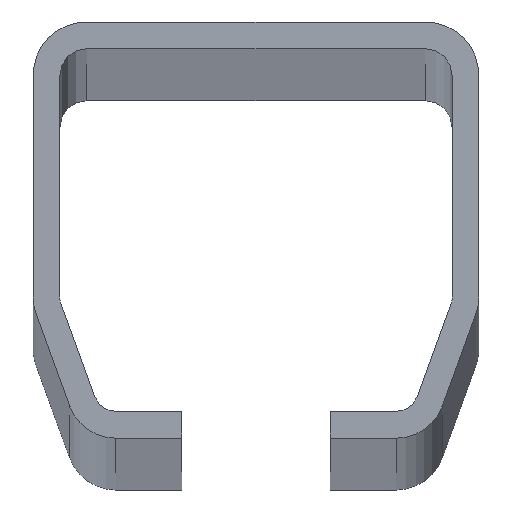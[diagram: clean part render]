
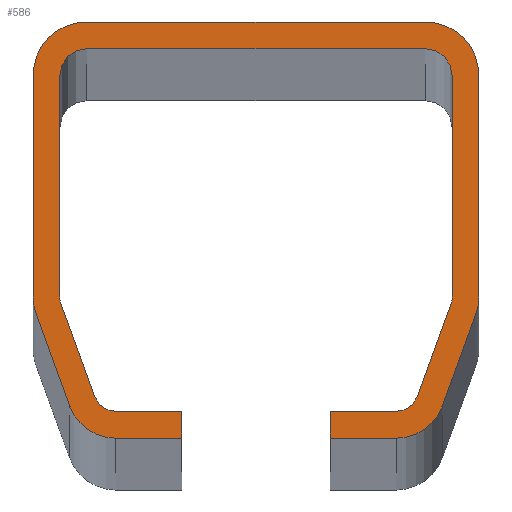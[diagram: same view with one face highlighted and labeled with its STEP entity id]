
A CAD part, top view. The second image highlights one B-rep face of the part: STEP entity #586.
In plain terms, the highlighted planar face has unit normal (0, 0, 1).
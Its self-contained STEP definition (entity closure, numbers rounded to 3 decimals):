
#56=FACE_OUTER_BOUND('',#86,.T.);
#86=EDGE_LOOP('',(#511,#512,#513,#514,#515,#516,#517,#518,#519,#520,#521,
#522,#523,#524,#525,#526,#527,#528,#529,#530,#531,#532,#533,#534,#535,#536,
#537,#538));
#99=CIRCLE('',#622,3.6);
#100=CIRCLE('',#625,3.3);
#101=CIRCLE('',#628,3.3);
#102=CIRCLE('',#633,1.5);
#103=CIRCLE('',#636,1.5);
#104=CIRCLE('',#639,1.8);
#105=CIRCLE('',#642,1.8);
#106=CIRCLE('',#645,1.5);
#107=CIRCLE('',#648,1.5);
#108=CIRCLE('',#653,3.3);
#109=CIRCLE('',#656,3.3);
#110=CIRCLE('',#659,3.6);
#127=LINE('',#892,#187);
#131=LINE('',#901,#191);
#134=LINE('',#909,#194);
#137=LINE('',#917,#197);
#139=LINE('',#921,#199);
#141=LINE('',#925,#201);
#144=LINE('',#933,#204);
#147=LINE('',#941,#207);
#150=LINE('',#949,#210);
#153=LINE('',#957,#213);
#156=LINE('',#965,#216);
#159=LINE('',#973,#219);
#161=LINE('',#977,#221);
#163=LINE('',#981,#223);
#166=LINE('',#989,#226);
#169=LINE('',#997,#229);
#187=VECTOR('',#707,10.);
#191=VECTOR('',#717,10.);
#194=VECTOR('',#726,10.);
#197=VECTOR('',#735,10.);
#199=VECTOR('',#739,10.);
#201=VECTOR('',#743,10.);
#204=VECTOR('',#752,10.);
#207=VECTOR('',#761,10.);
#210=VECTOR('',#770,10.);
#213=VECTOR('',#779,10.);
#216=VECTOR('',#788,10.);
#219=VECTOR('',#797,10.);
#221=VECTOR('',#801,10.);
#223=VECTOR('',#805,10.);
#226=VECTOR('',#814,10.);
#229=VECTOR('',#823,10.);
#259=VERTEX_POINT('',#890);
#260=VERTEX_POINT('',#891);
#261=VERTEX_POINT('',#896);
#262=VERTEX_POINT('',#900);
#263=VERTEX_POINT('',#904);
#264=VERTEX_POINT('',#908);
#265=VERTEX_POINT('',#912);
#266=VERTEX_POINT('',#916);
#267=VERTEX_POINT('',#920);
#268=VERTEX_POINT('',#924);
#269=VERTEX_POINT('',#928);
#270=VERTEX_POINT('',#932);
#271=VERTEX_POINT('',#936);
#272=VERTEX_POINT('',#940);
#273=VERTEX_POINT('',#944);
#274=VERTEX_POINT('',#948);
#275=VERTEX_POINT('',#952);
#276=VERTEX_POINT('',#956);
#277=VERTEX_POINT('',#960);
#278=VERTEX_POINT('',#964);
#279=VERTEX_POINT('',#968);
#280=VERTEX_POINT('',#972);
#281=VERTEX_POINT('',#976);
#282=VERTEX_POINT('',#980);
#283=VERTEX_POINT('',#984);
#284=VERTEX_POINT('',#988);
#285=VERTEX_POINT('',#992);
#286=VERTEX_POINT('',#996);
#315=EDGE_CURVE('',#259,#260,#127,.T.);
#318=EDGE_CURVE('',#260,#261,#99,.T.);
#320=EDGE_CURVE('',#261,#262,#131,.T.);
#322=EDGE_CURVE('',#262,#263,#100,.T.);
#324=EDGE_CURVE('',#263,#264,#134,.T.);
#326=EDGE_CURVE('',#264,#265,#101,.T.);
#328=EDGE_CURVE('',#265,#266,#137,.T.);
#330=EDGE_CURVE('',#266,#267,#139,.T.);
#332=EDGE_CURVE('',#267,#268,#141,.T.);
#334=EDGE_CURVE('',#268,#269,#102,.T.);
#336=EDGE_CURVE('',#269,#270,#144,.T.);
#338=EDGE_CURVE('',#270,#271,#103,.T.);
#340=EDGE_CURVE('',#271,#272,#147,.T.);
#342=EDGE_CURVE('',#272,#273,#104,.T.);
#344=EDGE_CURVE('',#273,#274,#150,.T.);
#346=EDGE_CURVE('',#274,#275,#105,.T.);
#348=EDGE_CURVE('',#275,#276,#153,.T.);
#350=EDGE_CURVE('',#276,#277,#106,.T.);
#352=EDGE_CURVE('',#277,#278,#156,.T.);
#354=EDGE_CURVE('',#278,#279,#107,.T.);
#356=EDGE_CURVE('',#279,#280,#159,.T.);
#358=EDGE_CURVE('',#280,#281,#161,.T.);
#360=EDGE_CURVE('',#281,#282,#163,.T.);
#362=EDGE_CURVE('',#282,#283,#108,.T.);
#364=EDGE_CURVE('',#283,#284,#166,.T.);
#366=EDGE_CURVE('',#284,#285,#109,.T.);
#368=EDGE_CURVE('',#285,#286,#169,.T.);
#370=EDGE_CURVE('',#286,#259,#110,.T.);
#511=ORIENTED_EDGE('',*,*,#315,.F.);
#512=ORIENTED_EDGE('',*,*,#370,.F.);
#513=ORIENTED_EDGE('',*,*,#368,.F.);
#514=ORIENTED_EDGE('',*,*,#366,.F.);
#515=ORIENTED_EDGE('',*,*,#364,.F.);
#516=ORIENTED_EDGE('',*,*,#362,.F.);
#517=ORIENTED_EDGE('',*,*,#360,.F.);
#518=ORIENTED_EDGE('',*,*,#358,.F.);
#519=ORIENTED_EDGE('',*,*,#356,.F.);
#520=ORIENTED_EDGE('',*,*,#354,.F.);
#521=ORIENTED_EDGE('',*,*,#352,.F.);
#522=ORIENTED_EDGE('',*,*,#350,.F.);
#523=ORIENTED_EDGE('',*,*,#348,.F.);
#524=ORIENTED_EDGE('',*,*,#346,.F.);
#525=ORIENTED_EDGE('',*,*,#344,.F.);
#526=ORIENTED_EDGE('',*,*,#342,.F.);
#527=ORIENTED_EDGE('',*,*,#340,.F.);
#528=ORIENTED_EDGE('',*,*,#338,.F.);
#529=ORIENTED_EDGE('',*,*,#336,.F.);
#530=ORIENTED_EDGE('',*,*,#334,.F.);
#531=ORIENTED_EDGE('',*,*,#332,.F.);
#532=ORIENTED_EDGE('',*,*,#330,.F.);
#533=ORIENTED_EDGE('',*,*,#328,.F.);
#534=ORIENTED_EDGE('',*,*,#326,.F.);
#535=ORIENTED_EDGE('',*,*,#324,.F.);
#536=ORIENTED_EDGE('',*,*,#322,.F.);
#537=ORIENTED_EDGE('',*,*,#320,.F.);
#538=ORIENTED_EDGE('',*,*,#318,.F.);
#556=PLANE('',#660);
#586=ADVANCED_FACE('',(#56),#556,.T.);
#622=AXIS2_PLACEMENT_3D('',#897,#712,#713);
#625=AXIS2_PLACEMENT_3D('',#905,#721,#722);
#628=AXIS2_PLACEMENT_3D('',#913,#730,#731);
#633=AXIS2_PLACEMENT_3D('',#929,#747,#748);
#636=AXIS2_PLACEMENT_3D('',#937,#756,#757);
#639=AXIS2_PLACEMENT_3D('',#945,#765,#766);
#642=AXIS2_PLACEMENT_3D('',#953,#774,#775);
#645=AXIS2_PLACEMENT_3D('',#961,#783,#784);
#648=AXIS2_PLACEMENT_3D('',#969,#792,#793);
#653=AXIS2_PLACEMENT_3D('',#985,#809,#810);
#656=AXIS2_PLACEMENT_3D('',#993,#818,#819);
#659=AXIS2_PLACEMENT_3D('',#1000,#827,#828);
#660=AXIS2_PLACEMENT_3D('',#1001,#829,#830);
#707=DIRECTION('',(1.,0.,0.));
#712=DIRECTION('center_axis',(0.,0.,-1.));
#713=DIRECTION('ref_axis',(1.,0.,0.));
#717=DIRECTION('',(0.,-1.,0.));
#721=DIRECTION('center_axis',(0.,0.,-1.));
#722=DIRECTION('ref_axis',(0.94,-0.342,0.));
#726=DIRECTION('',(-0.342,-0.94,0.));
#730=DIRECTION('center_axis',(0.,0.,-1.));
#731=DIRECTION('ref_axis',(0.,-1.,0.));
#735=DIRECTION('',(-1.,0.,0.));
#739=DIRECTION('',(0.,1.,0.));
#743=DIRECTION('',(1.,0.,0.));
#747=DIRECTION('center_axis',(0.,0.,1.));
#748=DIRECTION('ref_axis',(0.,1.,0.));
#752=DIRECTION('',(0.342,0.94,0.));
#756=DIRECTION('center_axis',(0.,0.,1.));
#757=DIRECTION('ref_axis',(-0.94,0.342,0.));
#761=DIRECTION('',(0.,1.,0.));
#765=DIRECTION('center_axis',(0.,0.,1.));
#766=DIRECTION('ref_axis',(-1.,0.,0.));
#770=DIRECTION('',(-1.,0.,0.));
#774=DIRECTION('center_axis',(0.,0.,1.));
#775=DIRECTION('ref_axis',(0.,-1.,0.));
#779=DIRECTION('',(0.,-1.,0.));
#783=DIRECTION('center_axis',(0.,0.,1.));
#784=DIRECTION('ref_axis',(1.,0.,0.));
#788=DIRECTION('',(0.342,-0.94,0.));
#792=DIRECTION('center_axis',(0.,0.,1.));
#793=DIRECTION('ref_axis',(0.94,0.342,0.));
#797=DIRECTION('',(1.,0.,0.));
#801=DIRECTION('',(0.,-1.,0.));
#805=DIRECTION('',(-1.,0.,0.));
#809=DIRECTION('center_axis',(0.,0.,-1.));
#810=DIRECTION('ref_axis',(-0.94,-0.342,0.));
#814=DIRECTION('',(-0.342,0.94,0.));
#818=DIRECTION('center_axis',(0.,0.,-1.));
#819=DIRECTION('ref_axis',(-1.,0.,0.));
#823=DIRECTION('',(0.,1.,0.));
#827=DIRECTION('center_axis',(0.,0.,-1.));
#828=DIRECTION('ref_axis',(0.,1.,0.));
#829=DIRECTION('center_axis',(0.,0.,1.));
#830=DIRECTION('ref_axis',(1.,0.,0.));
#890=CARTESIAN_POINT('',(-11.4,28.,1000.));
#891=CARTESIAN_POINT('',(11.4,28.,1000.));
#892=CARTESIAN_POINT('',(11.4,28.,1000.));
#896=CARTESIAN_POINT('',(15.,24.4,1000.));
#897=CARTESIAN_POINT('Origin',(11.4,24.4,1000.));
#900=CARTESIAN_POINT('',(15.,9.5,1000.));
#901=CARTESIAN_POINT('',(15.,9.5,1000.));
#904=CARTESIAN_POINT('',(14.801,8.371,1000.));
#905=CARTESIAN_POINT('Origin',(11.7,9.5,1000.));
#908=CARTESIAN_POINT('',(12.544,2.171,1000.));
#909=CARTESIAN_POINT('',(12.544,2.171,1000.));
#912=CARTESIAN_POINT('',(9.443,0.,1000.));
#913=CARTESIAN_POINT('Origin',(9.443,3.3,1000.));
#916=CARTESIAN_POINT('',(5.,0.,1000.));
#917=CARTESIAN_POINT('',(5.,0.,1000.));
#920=CARTESIAN_POINT('',(5.,1.8,1000.));
#921=CARTESIAN_POINT('',(5.,1.8,1000.));
#924=CARTESIAN_POINT('',(9.443,1.8,1000.));
#925=CARTESIAN_POINT('',(9.443,1.8,1000.));
#928=CARTESIAN_POINT('',(10.853,2.787,1000.));
#929=CARTESIAN_POINT('Origin',(9.443,3.3,1000.));
#932=CARTESIAN_POINT('',(13.11,8.987,1000.));
#933=CARTESIAN_POINT('',(13.11,8.987,1000.));
#936=CARTESIAN_POINT('',(13.2,9.5,1000.));
#937=CARTESIAN_POINT('Origin',(11.7,9.5,1000.));
#940=CARTESIAN_POINT('',(13.2,24.4,1000.));
#941=CARTESIAN_POINT('',(13.2,24.4,1000.));
#944=CARTESIAN_POINT('',(11.4,26.2,1000.));
#945=CARTESIAN_POINT('Origin',(11.4,24.4,1000.));
#948=CARTESIAN_POINT('',(-11.4,26.2,1000.));
#949=CARTESIAN_POINT('',(-11.4,26.2,1000.));
#952=CARTESIAN_POINT('',(-13.2,24.4,1000.));
#953=CARTESIAN_POINT('Origin',(-11.4,24.4,1000.));
#956=CARTESIAN_POINT('',(-13.2,9.5,1000.));
#957=CARTESIAN_POINT('',(-13.2,9.5,1000.));
#960=CARTESIAN_POINT('',(-13.11,8.987,1000.));
#961=CARTESIAN_POINT('Origin',(-11.7,9.5,1000.));
#964=CARTESIAN_POINT('',(-10.853,2.787,1000.));
#965=CARTESIAN_POINT('',(-10.853,2.787,1000.));
#968=CARTESIAN_POINT('',(-9.443,1.8,1000.));
#969=CARTESIAN_POINT('Origin',(-9.443,3.3,1000.));
#972=CARTESIAN_POINT('',(-5.,1.8,1000.));
#973=CARTESIAN_POINT('',(-5.,1.8,1000.));
#976=CARTESIAN_POINT('',(-5.,0.,1000.));
#977=CARTESIAN_POINT('',(-5.,0.,1000.));
#980=CARTESIAN_POINT('',(-9.443,0.,1000.));
#981=CARTESIAN_POINT('',(-9.443,0.,1000.));
#984=CARTESIAN_POINT('',(-12.544,2.171,1000.));
#985=CARTESIAN_POINT('Origin',(-9.443,3.3,1000.));
#988=CARTESIAN_POINT('',(-14.801,8.371,1000.));
#989=CARTESIAN_POINT('',(-14.801,8.371,1000.));
#992=CARTESIAN_POINT('',(-15.,9.5,1000.));
#993=CARTESIAN_POINT('Origin',(-11.7,9.5,1000.));
#996=CARTESIAN_POINT('',(-15.,24.4,1000.));
#997=CARTESIAN_POINT('',(-15.,24.4,1000.));
#1000=CARTESIAN_POINT('Origin',(-11.4,24.4,1000.));
#1001=CARTESIAN_POINT('Origin',(0.,15.689,
1000.));
